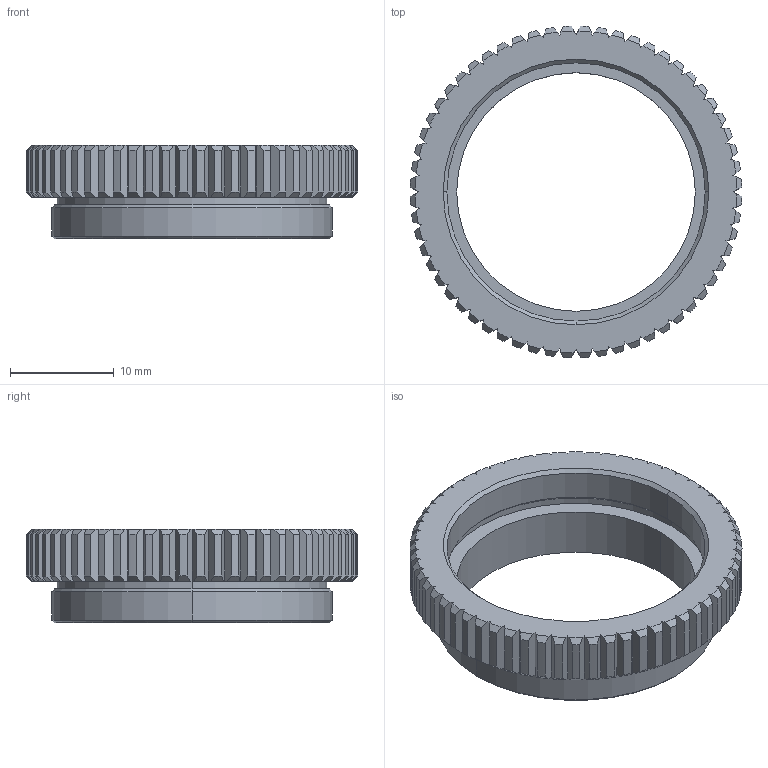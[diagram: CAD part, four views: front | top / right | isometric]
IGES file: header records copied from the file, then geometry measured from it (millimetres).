
Start section: SolidWorks IGES file using analytic representation for surfaces
Global section: file name: 56784.igs; native system: SolidWorks 2011; preprocessor: SolidWorks 2011; author: BillB; date: 110712.085556; units: millimetre
Bounding box: 31.99 x 31.99 x 9 mm (x, y, z)
Volume: 2068.1 mm3; surface area: 2577.7 mm2
Topology: 1 solids, 1 shells, 326 faces, 952 edges, 632 vertices
Faces by surface type: revolution 200, plane 126
